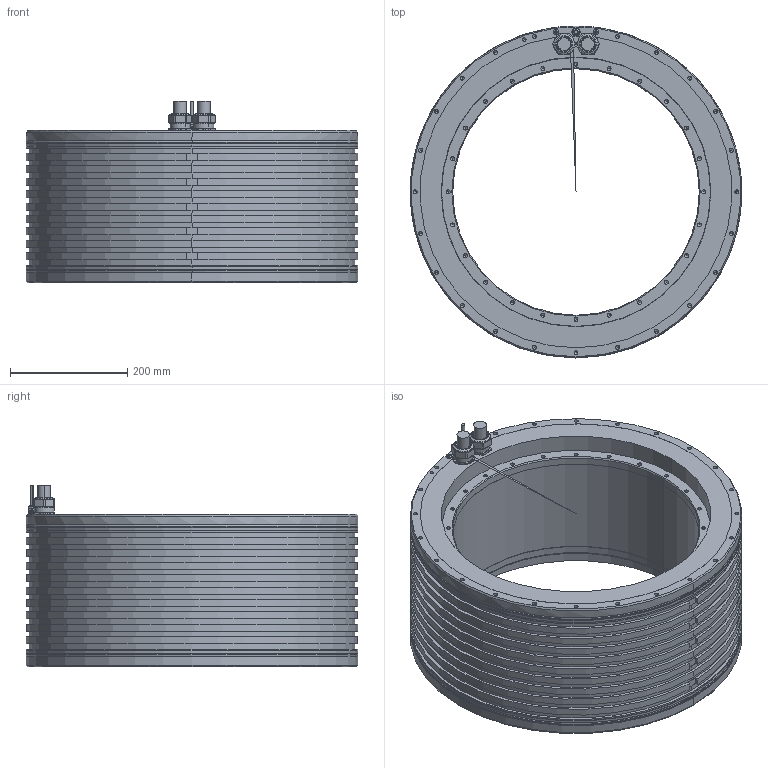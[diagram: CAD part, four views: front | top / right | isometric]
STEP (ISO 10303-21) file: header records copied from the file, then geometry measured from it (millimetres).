
FILE_DESCRIPTION((''),'2;1');
FILE_NAME('PRT0001_1_ASM','2016-08-08T',('ch5533'),(''),'PRO/ENGINEER BY PARAMETRIC TECHNOLOGY CORPORATION, 2014000','PRO/ENGINEER BY PARAMETRIC TECHNOLOGY CORPORATION, 2014000','');
FILE_SCHEMA(('CONFIG_CONTROL_DESIGN'));
Length unit declared in the file: millimetre
Products named in the file (5): BREP_WITH_VOIDS_54643; MANIFOLD_SOLID_BREP_55111; MANIFOLD_SOLID_BREP_55579; MANIFOLD_SOLID_BREP_62718; PRT0001_1_ASM
Assembly tree (4 placements, depth 2):
  PRT0001_1_ASM
    BREP_WITH_VOIDS_54643
    MANIFOLD_SOLID_BREP_55111
    MANIFOLD_SOLID_BREP_55579
    MANIFOLD_SOLID_BREP_62718
Bounding box: 565 x 565 x 309.7 mm (x, y, z)
Volume: 26457645.6 mm3; surface area: 1909780.2 mm2
Topology: 4 solids, 15 shells, 882 faces, 2325 edges, 1401 vertices
Faces by surface type: cylinder 400, cone 256, plane 154, torus 60, revolution 8, sphere 4
Entity records: 32712 total; most frequent: DIRECTION 5080, CARTESIAN_POINT 4790, ORIENTED_EDGE 4254, EDGE_CURVE 2127, AXIS2_PLACEMENT_3D 2112, VERTEX_POINT 1401, CIRCLE 1229, EDGE_LOOP 1034
